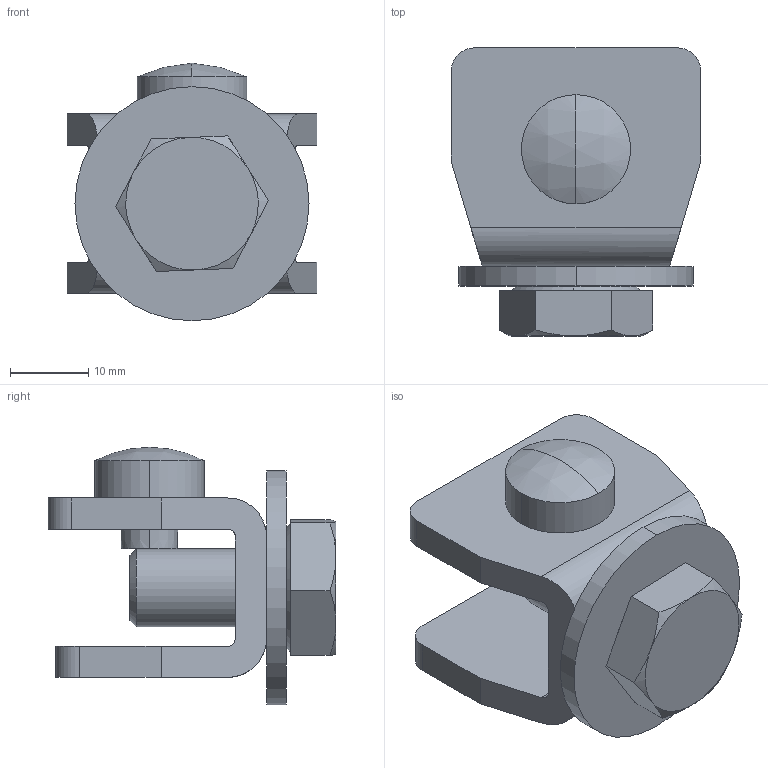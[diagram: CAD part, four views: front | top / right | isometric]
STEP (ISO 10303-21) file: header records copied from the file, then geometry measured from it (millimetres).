
FILE_DESCRIPTION (( 'STEP AP203' ), '1' );
FILE_NAME ('1.23.X04.STEP', '2019-05-28T06:06:06', ( '' ), ( '' ), 'SwSTEP 2.0', 'SolidWorks 2018', '' );
FILE_SCHEMA (( 'CONFIG_CONTROL_DESIGN' ));
Length unit declared in the file: millimetre
Products named in the file (1): 1.23.X04
Bounding box: 32 x 36.9 x 33 mm (x, y, z)
Volume: 13268.5 mm3; surface area: 8420.1 mm2
Topology: 4 solids, 4 shells, 73 faces, 168 edges, 107 vertices
Faces by surface type: plane 29, cylinder 26, cone 14, sphere 2, torus 2
Entity records: 2195 total; most frequent: CARTESIAN_POINT 441, DIRECTION 362, ORIENTED_EDGE 336, EDGE_CURVE 168, AXIS2_PLACEMENT_3D 140, VERTEX_POINT 107, EDGE_LOOP 83, VECTOR 82
